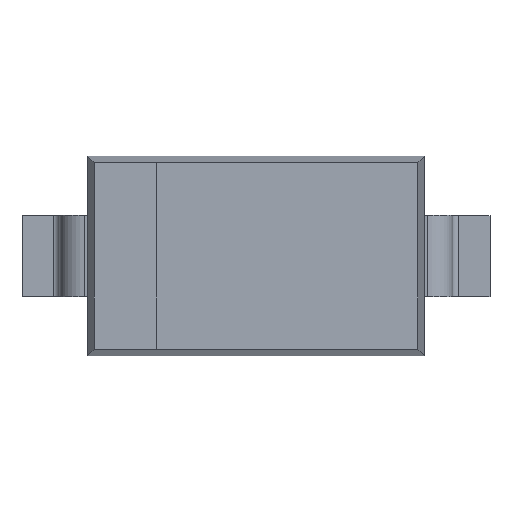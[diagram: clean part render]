
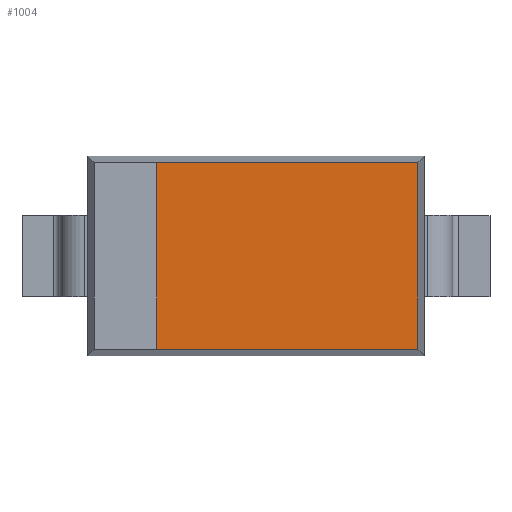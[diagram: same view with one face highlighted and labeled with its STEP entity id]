
A CAD part, top view. The second image highlights one B-rep face of the part: STEP entity #1004.
In plain terms, the highlighted planar face has unit normal (0, 0, 1).
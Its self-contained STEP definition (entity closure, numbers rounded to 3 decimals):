
#965 = CARTESIAN_POINT ( 'NONE',  ( -0.797, -0.747, 1.27 ) ) ;
#966 = VERTEX_POINT ( 'NONE', #965 ) ;
#967 = CARTESIAN_POINT ( 'NONE',  ( -0.797, 0.747, 1.27 ) ) ;
#968 = VERTEX_POINT ( 'NONE', #967 ) ;
#969 = CARTESIAN_POINT ( 'NONE',  ( -0.797, -0.747, 1.27 ) ) ;
#970 = DIRECTION ( 'NONE',  ( 0., 1., 0. ) ) ;
#971 = VECTOR ( 'NONE', #970, 1000. ) ;
#972 = LINE ( 'NONE', #969, #971 ) ;
#973 = EDGE_CURVE ( 'NONE', #966, #968, #972, .T. ) ;
#974 = ORIENTED_EDGE ( 'NONE', *, *, #973, .F. ) ;
#975 = CARTESIAN_POINT ( 'NONE',  ( 1.297, -0.747, 1.27 ) ) ;
#976 = VERTEX_POINT ( 'NONE', #975 ) ;
#977 = CARTESIAN_POINT ( 'NONE',  ( 0., -0.747, 1.27 ) ) ;
#978 = DIRECTION ( 'NONE',  ( 1., 0., 0. ) ) ;
#979 = VECTOR ( 'NONE', #978, 1000. ) ;
#980 = LINE ( 'NONE', #977, #979 ) ;
#981 = EDGE_CURVE ( 'NONE', #966, #976, #980, .T. ) ;
#982 = ORIENTED_EDGE ( 'NONE', *, *, #981, .T. ) ;
#983 = CARTESIAN_POINT ( 'NONE',  ( 1.297, 0.747, 1.27 ) ) ;
#984 = VERTEX_POINT ( 'NONE', #983 ) ;
#985 = CARTESIAN_POINT ( 'NONE',  ( 1.297, 0., 1.27 ) ) ;
#986 = DIRECTION ( 'NONE',  ( 0., 1., 0. ) ) ;
#987 = VECTOR ( 'NONE', #986, 1000. ) ;
#988 = LINE ( 'NONE', #985, #987 ) ;
#989 = EDGE_CURVE ( 'NONE', #976, #984, #988, .T. ) ;
#990 = ORIENTED_EDGE ( 'NONE', *, *, #989, .T. ) ;
#991 = CARTESIAN_POINT ( 'NONE',  ( 0., 0.747, 1.27 ) ) ;
#992 = DIRECTION ( 'NONE',  ( -1., 0., 0. ) ) ;
#993 = VECTOR ( 'NONE', #992, 1000. ) ;
#994 = LINE ( 'NONE', #991, #993 ) ;
#995 = EDGE_CURVE ( 'NONE', #984, #968, #994, .T. ) ;
#996 = ORIENTED_EDGE ( 'NONE', *, *, #995, .T. ) ;
#997 = EDGE_LOOP ( 'NONE', ( #974, #982, #990, #996 ) ) ;
#998 = FACE_OUTER_BOUND ( 'NONE', #997, .T. ) ;
#999 = CARTESIAN_POINT ( 'NONE',  ( 0., 0., 1.27 ) ) ;
#1000 = DIRECTION ( 'NONE',  ( 0., 0., -1. ) ) ;
#1001 = DIRECTION ( 'NONE',  ( 0., 1., 0. ) ) ;
#1002 = AXIS2_PLACEMENT_3D ( 'NONE', #999, #1000, #1001 ) ;
#1003 = PLANE ( 'NONE', #1002 ) ;
#1004 = ADVANCED_FACE ( 'NONE', ( #998 ), #1003, .F. ) ;
